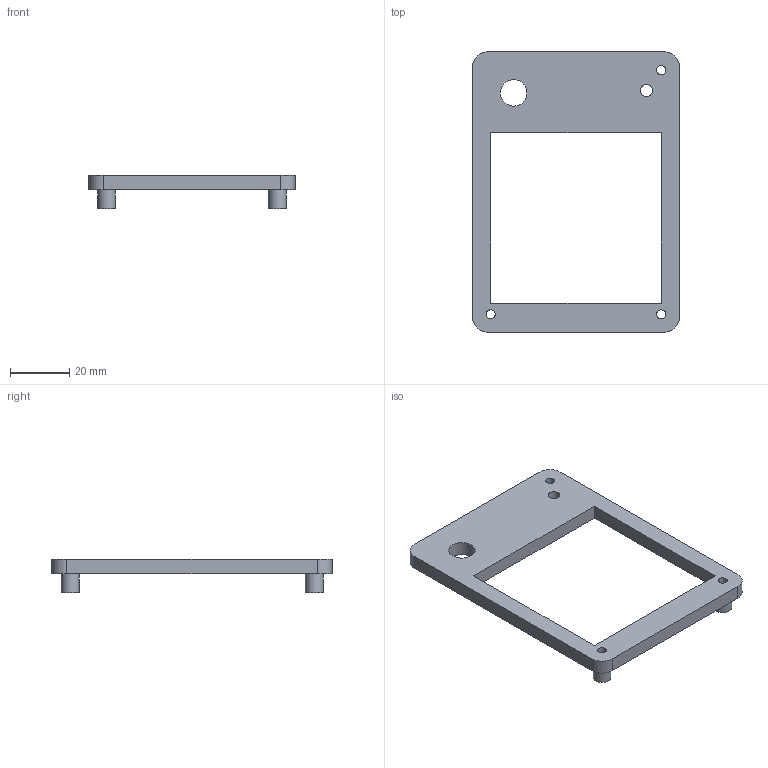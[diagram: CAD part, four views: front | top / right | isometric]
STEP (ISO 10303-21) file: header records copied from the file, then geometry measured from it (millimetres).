
FILE_DESCRIPTION(/* description */ ('STEP AP242','CAx-IF Rec.Pracs.---Representation and Presentation of Product Manufacturing Information (PMI)---4.0---2014-10-13','CAx-IF Rec.Pracs.---3D Tessellated Geometry---0.4---2014-09-14','2;1'),/* implementation_level */ '2;1');
FILE_NAME(/* name */ '68475e1249e7b737193840e0',/* time_stamp */ '2025-06-09T22:20:02Z',/* author */ (''),/* organization */ (''),/* preprocessor_version */ 'ST-DEVELOPER v20',/* originating_system */ 'ONSHAPE BY PTC INC, 1.199',/* authorisation */ ' ');
FILE_SCHEMA (('AP242_MANAGED_MODEL_BASED_3D_ENGINEERING_MIM_LF { 1 0 10303 442 1 1 4 }'));
Length unit declared in the file: metre
Products named in the file (1): Top
Bounding box: 70 x 95 x 11.3 mm (x, y, z)
Volume: 15954.2 mm3; surface area: 9976.4 mm2
Topology: 1 solids, 1 shells, 31 faces, 81 edges, 55 vertices
Faces by surface type: cylinder 15, plane 13, torus 3
Full cylindrical faces by diameter (mm): 3.05 x3, 3.5 x3, 4 x1, 6 x3, 9 x1
Entity records: 864 total; most frequent: DIRECTION 152, CARTESIAN_POINT 136, ORIENTED_EDGE 116, AXIS2_PLACEMENT_3D 62, EDGE_LOOP 60, FACE_BOUND 60, EDGE_CURVE 58, VERTEX_POINT 46
